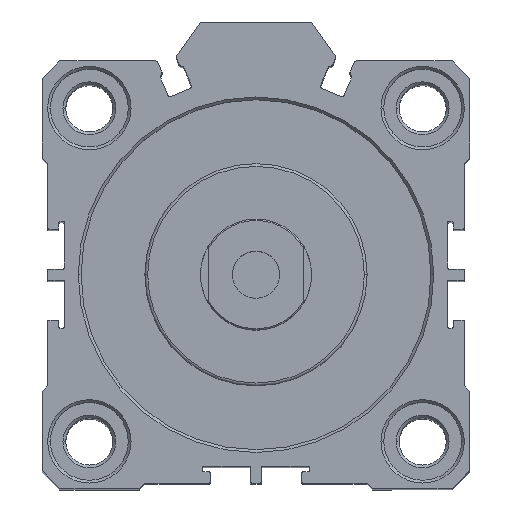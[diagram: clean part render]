
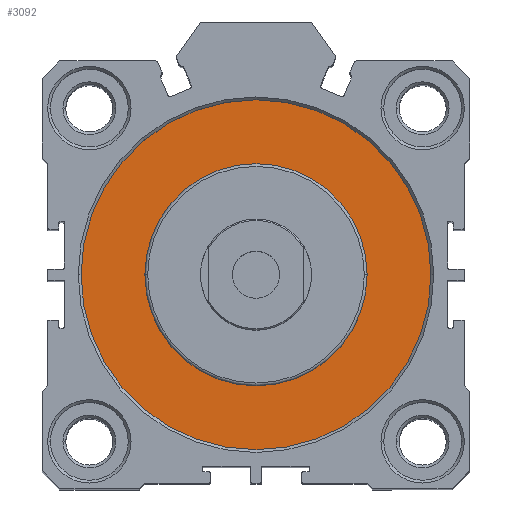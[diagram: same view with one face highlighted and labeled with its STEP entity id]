
A CAD part, top view. The second image highlights one B-rep face of the part: STEP entity #3092.
In plain terms, the highlighted planar face has unit normal (0, 0, 1).
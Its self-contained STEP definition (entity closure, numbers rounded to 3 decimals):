
#29 = AXIS2_PLACEMENT_3D ( 'NONE', #6501, #2791, #7114 ) ;
#112 = CIRCLE ( 'NONE', #7066, 20. ) ;
#226 = CARTESIAN_POINT ( 'NONE',  ( -20., 0., 67.8 ) ) ;
#350 = VERTEX_POINT ( 'NONE', #3727 ) ;
#595 = ORIENTED_EDGE ( 'NONE', *, *, #6879, .F. ) ;
#1364 = ORIENTED_EDGE ( 'NONE', *, *, #3395, .T. ) ;
#1721 = FACE_BOUND ( 'NONE', #6017, .T. ) ;
#1790 = DIRECTION ( 'NONE',  ( 0., 0., 1. ) ) ;
#2195 = EDGE_CURVE ( 'NONE', #6987, #6098, #5229, .T. ) ;
#2219 = CARTESIAN_POINT ( 'NONE',  ( 0., 0., 67.8 ) ) ;
#2322 = DIRECTION ( 'NONE',  ( 0., 0., 1. ) ) ;
#2404 = DIRECTION ( 'NONE',  ( 0., 0., 1. ) ) ;
#2617 = CIRCLE ( 'NONE', #4133, 20. ) ;
#2619 = CARTESIAN_POINT ( 'NONE',  ( -31.5, 0., 67.8 ) ) ;
#2791 = DIRECTION ( 'NONE',  ( 0., 0., 1. ) ) ;
#2896 = ORIENTED_EDGE ( 'NONE', *, *, #2195, .T. ) ;
#3092 = ADVANCED_FACE ( 'NONE', ( #1721, #4823 ), #5313, .T. ) ;
#3094 = AXIS2_PLACEMENT_3D ( 'NONE', #2219, #7171, #3473 ) ;
#3309 = AXIS2_PLACEMENT_3D ( 'NONE', #6024, #2322, #6638 ) ;
#3395 = EDGE_CURVE ( 'NONE', #6098, #6987, #3656, .T. ) ;
#3473 = DIRECTION ( 'NONE',  ( 1., 0., 0. ) ) ;
#3656 = CIRCLE ( 'NONE', #29, 31.5 ) ;
#3727 = CARTESIAN_POINT ( 'NONE',  ( 20., 0., 67.8 ) ) ;
#4133 = AXIS2_PLACEMENT_3D ( 'NONE', #5518, #1790, #6120 ) ;
#4352 = CARTESIAN_POINT ( 'NONE',  ( 31.5, 0., 67.8 ) ) ;
#4823 = FACE_OUTER_BOUND ( 'NONE', #7840, .T. ) ;
#5229 = CIRCLE ( 'NONE', #3309, 31.5 ) ;
#5313 = PLANE ( 'NONE',  #3094 ) ;
#5518 = CARTESIAN_POINT ( 'NONE',  ( 0., 0., 67.8 ) ) ;
#6017 = EDGE_LOOP ( 'NONE', ( #7072, #595 ) ) ;
#6024 = CARTESIAN_POINT ( 'NONE',  ( 0., 0., 67.8 ) ) ;
#6098 = VERTEX_POINT ( 'NONE', #2619 ) ;
#6106 = CARTESIAN_POINT ( 'NONE',  ( 0., 0., 67.8 ) ) ;
#6120 = DIRECTION ( 'NONE',  ( 1., 0., 0. ) ) ;
#6139 = VERTEX_POINT ( 'NONE', #226 ) ;
#6273 = EDGE_CURVE ( 'NONE', #6139, #350, #112, .T. ) ;
#6501 = CARTESIAN_POINT ( 'NONE',  ( 0., 0., 67.8 ) ) ;
#6638 = DIRECTION ( 'NONE',  ( 1., 0., 0. ) ) ;
#6724 = DIRECTION ( 'NONE',  ( 1., 0., 0. ) ) ;
#6879 = EDGE_CURVE ( 'NONE', #350, #6139, #2617, .T. ) ;
#6987 = VERTEX_POINT ( 'NONE', #4352 ) ;
#7066 = AXIS2_PLACEMENT_3D ( 'NONE', #6106, #2404, #6724 ) ;
#7072 = ORIENTED_EDGE ( 'NONE', *, *, #6273, .F. ) ;
#7114 = DIRECTION ( 'NONE',  ( 1., 0., 0. ) ) ;
#7171 = DIRECTION ( 'NONE',  ( 0., 0., 1. ) ) ;
#7840 = EDGE_LOOP ( 'NONE', ( #2896, #1364 ) ) ;
